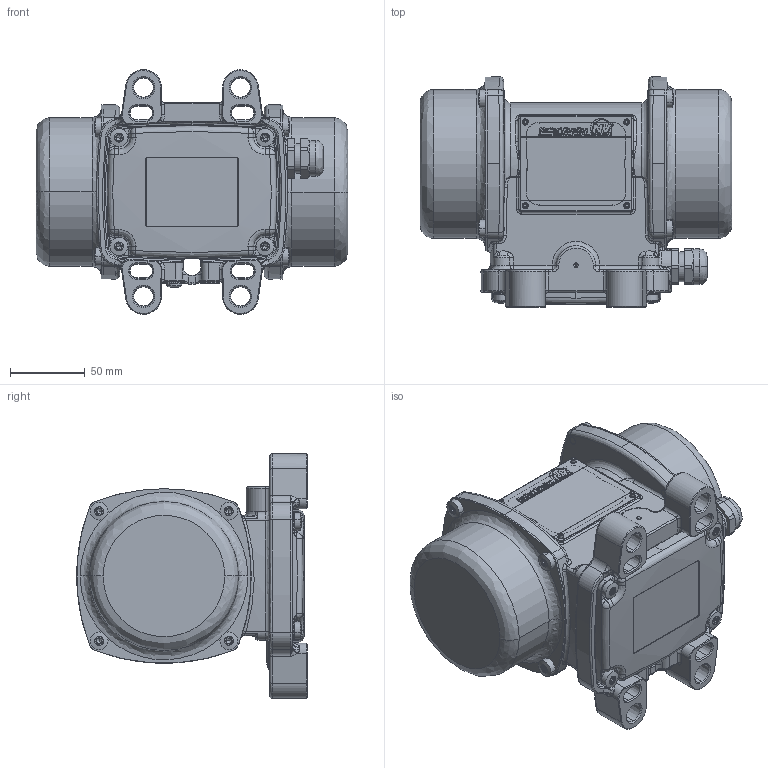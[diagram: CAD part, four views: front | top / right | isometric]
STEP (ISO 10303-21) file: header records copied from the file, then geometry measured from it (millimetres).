
FILE_DESCRIPTION (( 'STEP AP214' ), '1' );
FILE_NAME ('NEA-NEG 50120-50-60Hz.STEP', '2022-04-29T07:10:16', ( '' ), ( '' ), 'SwSTEP 2.0', 'SolidWorks 2015', '' );
FILE_SCHEMA (( 'AUTOMOTIVE_DESIGN' ));
Length unit declared in the file: millimetre
Products named in the file (1): NEA-NEG 50120-50-60Hz
Bounding box: 209 x 154.44 x 164 mm (x, y, z)
Volume: 675915.5 mm3; surface area: 319951 mm2
Topology: 20 solids, 20 shells, 3072 faces, 8160 edges, 5249 vertices
Faces by surface type: bspline 1292, cylinder 766, plane 763, cone 251
Entity records: 176456 total; most frequent: CARTESIAN_POINT 89481, ORIENTED_EDGE 16122, DIRECTION 11057, EDGE_CURVE 8061, VERTEX_POINT 5249, AXIS2_PLACEMENT_3D 4047, EDGE_LOOP 3372, ADVANCED_FACE 3072
